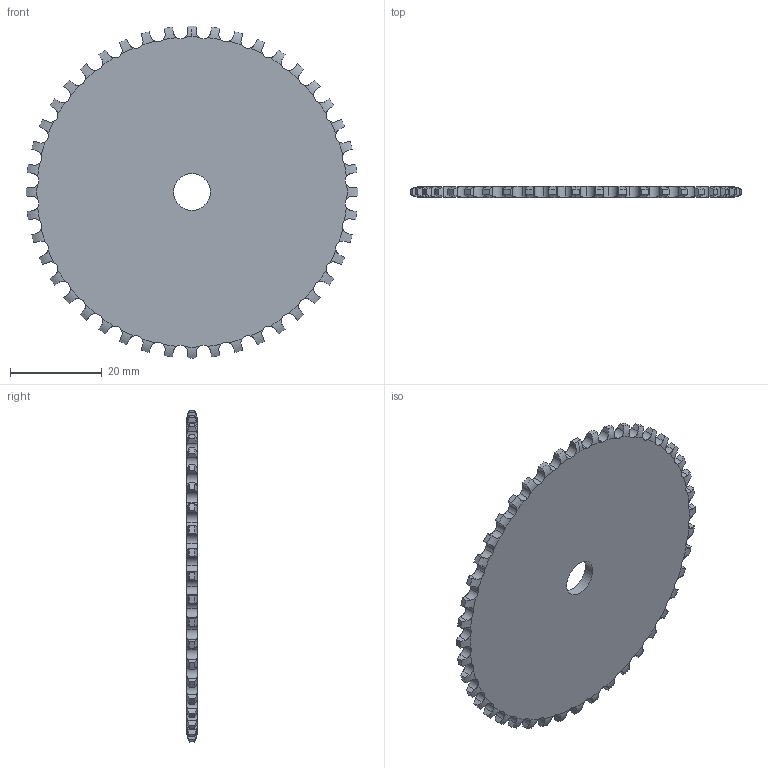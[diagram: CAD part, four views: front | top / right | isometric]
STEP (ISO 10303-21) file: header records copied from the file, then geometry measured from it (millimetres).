
FILE_DESCRIPTION(('FreeCAD Model'),'2;1');
FILE_NAME('Open CASCADE Shape Model','2021-12-27T17:08:13',('FreeCAD'),( 'FreeCAD'),'Open CASCADE STEP processor 7.4','FreeCAD','Unknown');
FILE_SCHEMA(('AUTOMOTIVE_DESIGN { 1 0 10303 214 1 1 1 1 }'));
Length unit declared in the file: millimetre
Products named in the file (1): Open CASCADE STEP translator 7.4 123
Bounding box: 72.2 x 2.3 x 72.2 mm (x, y, z)
Volume: 8472.2 mm3; surface area: 8220.8 mm2
Topology: 1 solids, 1 shells, 401 faces, 1197 edges, 798 vertices
Faces by surface type: cylinder 221, plane 90, revolution 90
Full cylindrical faces by diameter (mm): 8 x1
Entity records: 41411 total; most frequent: CARTESIAN_POINT 19323, DIRECTION 3654, ORIENTED_EDGE 2394, PCURVE 2394, DEFINITIONAL_REPRESENTATION 2394, LINE 1907, VECTOR 1907, EDGE_CURVE 1197
